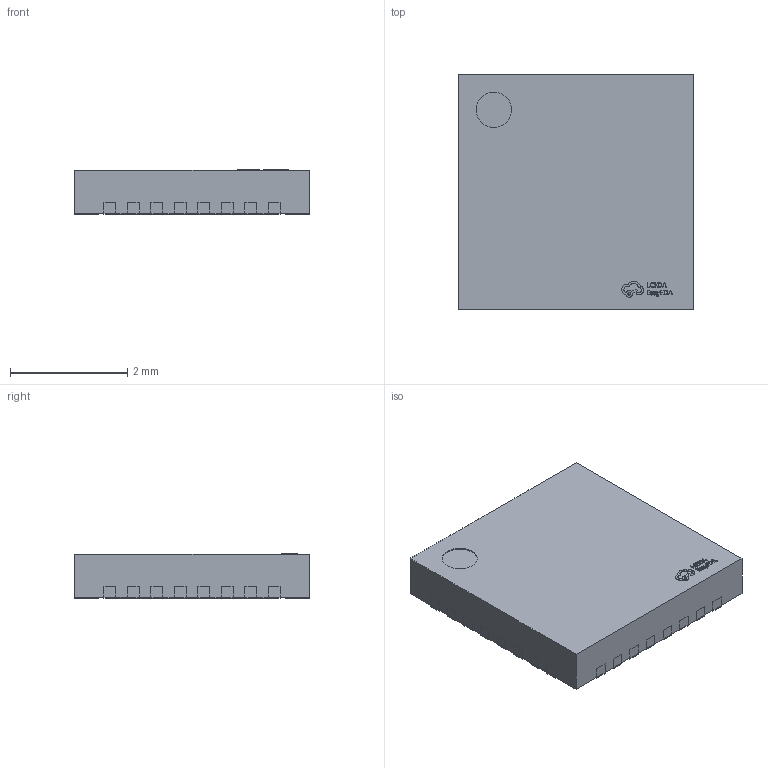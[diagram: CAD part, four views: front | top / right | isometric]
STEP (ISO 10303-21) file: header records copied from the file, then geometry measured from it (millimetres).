
FILE_DESCRIPTION (( 'STEP AP214' ), '1' );
FILE_NAME ('QFN-32_L4.0-W4.0-H0.8-P0.40-BL-EP2.8.step', '2022-07-15T03:14:44', ( '' ), ( '' ), 'SwSTEP 2.0', 'SolidWorks 2020', '' );
FILE_SCHEMA (( 'AUTOMOTIVE_DESIGN' ));
Length unit declared in the file: millimetre
Products named in the file (1): QFN-32_L4.0-W4.0-H0.8-P0.40-BL-EP2.8
Bounding box: 4 x 4 x 0.76 mm (x, y, z)
Surface area: 79.9 mm2
Topology: 66 solids, 66 shells, 1003 faces, 2532 edges, 1688 vertices
Faces by surface type: plane 721, cylinder 170, bspline 112
Entity records: 42057 total; most frequent: CARTESIAN_POINT 7328, ORIENTED_EDGE 5064, DIRECTION 4428, EDGE_CURVE 2532, VECTOR 1964, LINE 1964, VERTEX_POINT 1688, AXIS2_PLACEMENT_3D 1232
